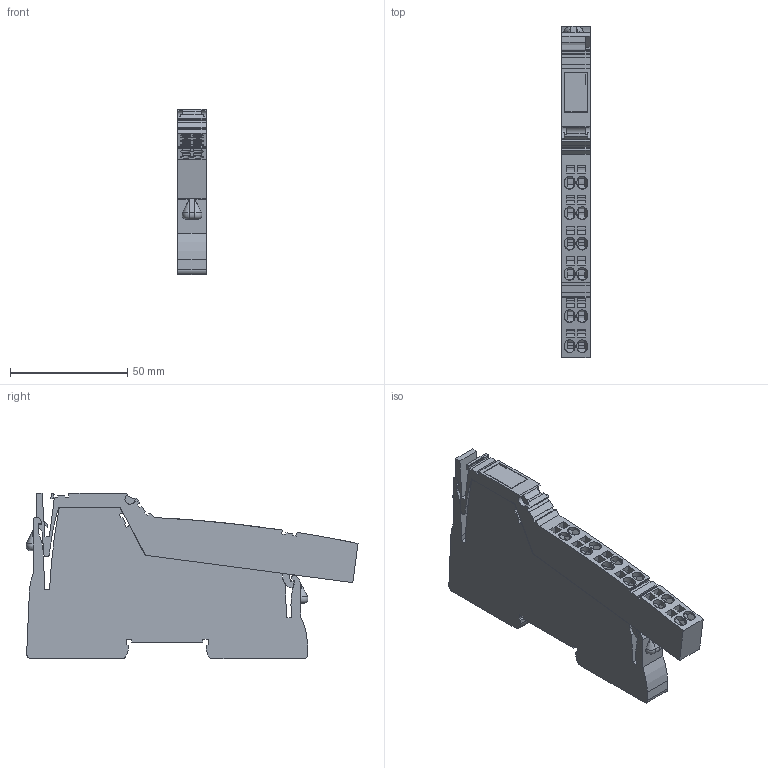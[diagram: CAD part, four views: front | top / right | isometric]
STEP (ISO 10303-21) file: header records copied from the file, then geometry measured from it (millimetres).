
FILE_DESCRIPTION(('Creo Elements/Direct Modeling STEP Export'),'2;1');
FILE_NAME('model.stp','2019-06-19T 4:23:03',(''),(''),'Creo Elements/Direct Modeling STEP processor for AP214 (Solid Model)','Creo Elements/Direct Modeling 20.1A 29-Sep-2018 (C) Parametric Technology GmbH','');
FILE_SCHEMA(('AUTOMOTIVE_DESIGN { 1 0 10303 214 1 1 1 1 }'));
Length unit declared in the file: millimetre
Products named in the file (4): L_L_2_GEH_GN_6021-select; L_L_ST_R_GN_6021-select; L_L_LWL_PK_HKS_21K_AUSSEN-select; IB_IL_24_DO_4_..._PAC-select
Assembly tree (3 placements, depth 2):
  IB_IL_24_DO_4_..._PAC-select
    L_L_LWL_PK_HKS_21K_AUSSEN-select
    L_L_ST_R_GN_6021-select
    L_L_2_GEH_GN_6021-select
Bounding box: 12.15 x 141.41 x 70.43 mm (x, y, z)
Volume: 83705.2 mm3; surface area: 31400.9 mm2
Topology: 3 solids, 3 shells, 673 faces, 1791 edges, 1182 vertices
Faces by surface type: plane 568, cylinder 69, cone 32, torus 4
Entity records: 30540 total; most frequent: CARTESIAN_POINT 8277, ORIENTED_EDGE 3574, DIRECTION 3266, EDGE_CURVE 1787, VECTOR 1500, LINE 1500, VERTEX_POINT 1182, AXIS2_PLACEMENT_3D 883
